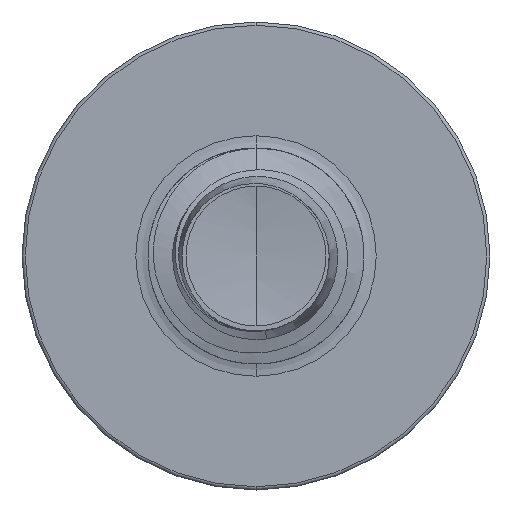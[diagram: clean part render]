
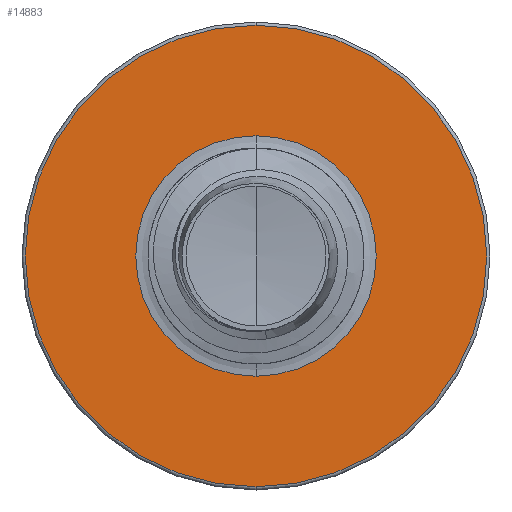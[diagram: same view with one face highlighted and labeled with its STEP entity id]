
A CAD part, front view. The second image highlights one B-rep face of the part: STEP entity #14883.
In plain terms, the highlighted planar face has unit normal (0, -1, 0).
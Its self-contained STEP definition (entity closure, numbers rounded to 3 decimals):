
#233 = EDGE_CURVE ( 'NONE', #5864, #3166, #3060, .T. ) ;
#445 = CARTESIAN_POINT ( 'NONE',  ( 0., 8.5, 1.67 ) ) ;
#508 = DIRECTION ( 'NONE',  ( 0., 0., 1. ) ) ;
#642 = ORIENTED_EDGE ( 'NONE', *, *, #12520, .F. ) ;
#899 = DIRECTION ( 'NONE',  ( 0., 1., 0. ) ) ;
#1019 = ORIENTED_EDGE ( 'NONE', *, *, #20436, .F. ) ;
#2413 = AXIS2_PLACEMENT_3D ( 'NONE', #20271, #899, #13258 ) ;
#2612 = PLANE ( 'NONE',  #2413 ) ;
#3060 = CIRCLE ( 'NONE', #20040, 1.67 ) ;
#3166 = VERTEX_POINT ( 'NONE', #3812 ) ;
#3812 = CARTESIAN_POINT ( 'NONE',  ( 0., 8.5, -1.67 ) ) ;
#4173 = FACE_OUTER_BOUND ( 'NONE', #12735, .T. ) ;
#5079 = EDGE_CURVE ( 'NONE', #3166, #5864, #17453, .T. ) ;
#5864 = VERTEX_POINT ( 'NONE', #445 ) ;
#6612 = VERTEX_POINT ( 'NONE', #17171 ) ;
#7202 = ORIENTED_EDGE ( 'NONE', *, *, #233, .T. ) ;
#7586 = DIRECTION ( 'NONE',  ( 0., 1., 0. ) ) ;
#9662 = CARTESIAN_POINT ( 'NONE',  ( 0., 8.5, 0. ) ) ;
#11096 = DIRECTION ( 'NONE',  ( 0., 1., 0. ) ) ;
#11433 = DIRECTION ( 'NONE',  ( 0., 0., 1. ) ) ;
#12520 = EDGE_CURVE ( 'NONE', #14500, #6612, #17711, .T. ) ;
#12723 = DIRECTION ( 'NONE',  ( 0., 0., 1. ) ) ;
#12735 = EDGE_LOOP ( 'NONE', ( #1019, #642 ) ) ;
#12796 = AXIS2_PLACEMENT_3D ( 'NONE', #21598, #11096, #508 ) ;
#13208 = ORIENTED_EDGE ( 'NONE', *, *, #5079, .T. ) ;
#13258 = DIRECTION ( 'NONE',  ( 0., 0., 1. ) ) ;
#14500 = VERTEX_POINT ( 'NONE', #21179 ) ;
#14883 = ADVANCED_FACE ( 'NONE', ( #4173, #18242 ), #2612, .F. ) ;
#17171 = CARTESIAN_POINT ( 'NONE',  ( 0., 8.5, 3.205 ) ) ;
#17375 = EDGE_LOOP ( 'NONE', ( #7202, #13208 ) ) ;
#17453 = CIRCLE ( 'NONE', #18159, 1.67 ) ;
#17711 = CIRCLE ( 'NONE', #19256, 3.205 ) ;
#17799 = CARTESIAN_POINT ( 'NONE',  ( 0., 8.5, 0. ) ) ;
#18159 = AXIS2_PLACEMENT_3D ( 'NONE', #9662, #21933, #11433 ) ;
#18197 = CARTESIAN_POINT ( 'NONE',  ( 0., 8.5, 0. ) ) ;
#18242 = FACE_BOUND ( 'NONE', #17375, .T. ) ;
#19256 = AXIS2_PLACEMENT_3D ( 'NONE', #18197, #7586, #19959 ) ;
#19585 = CIRCLE ( 'NONE', #12796, 3.205 ) ;
#19959 = DIRECTION ( 'NONE',  ( 0., 0., 1. ) ) ;
#20040 = AXIS2_PLACEMENT_3D ( 'NONE', #17799, #22840, #12723 ) ;
#20271 = CARTESIAN_POINT ( 'NONE',  ( 0., 8.5, -1.67 ) ) ;
#20436 = EDGE_CURVE ( 'NONE', #6612, #14500, #19585, .T. ) ;
#21179 = CARTESIAN_POINT ( 'NONE',  ( 0., 8.5, -3.205 ) ) ;
#21598 = CARTESIAN_POINT ( 'NONE',  ( 0., 8.5, 0. ) ) ;
#21933 = DIRECTION ( 'NONE',  ( 0., 1., 0. ) ) ;
#22840 = DIRECTION ( 'NONE',  ( 0., 1., 0. ) ) ;
